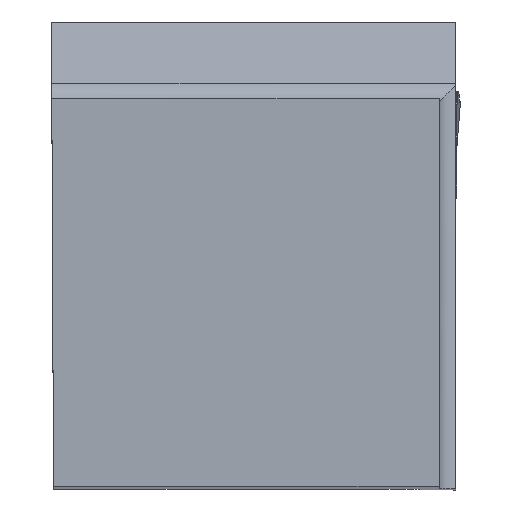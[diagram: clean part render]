
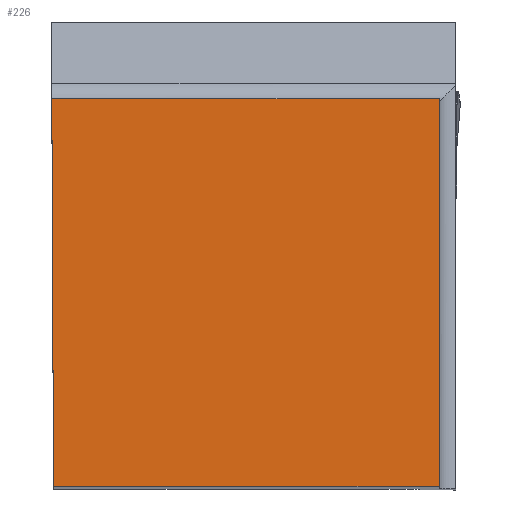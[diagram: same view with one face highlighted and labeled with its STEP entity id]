
A CAD part, top view. The second image highlights one B-rep face of the part: STEP entity #226.
In plain terms, the highlighted planar face has unit normal (0, 0, 1).
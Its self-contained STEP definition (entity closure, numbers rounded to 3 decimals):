
#226=ADVANCED_FACE('CU_BACK_SU1',(#349),#306,.F.);
#306=PLANE('',#1697);
#349=FACE_OUTER_BOUND('',#429,.T.);
#429=EDGE_LOOP('',(#534,#535,#536,#537));
#534=ORIENTED_EDGE('',*,*,#1119,.T.);
#535=ORIENTED_EDGE('',*,*,#1126,.T.);
#536=ORIENTED_EDGE('',*,*,#1127,.T.);
#537=ORIENTED_EDGE('',*,*,#1122,.F.);
#969=VERTEX_POINT('',#2324);
#970=VERTEX_POINT('',#2326);
#971=VERTEX_POINT('',#2331);
#974=VERTEX_POINT('',#2339);
#1119=EDGE_CURVE('',#970,#969,#1339,.T.);
#1122=EDGE_CURVE('',#970,#971,#1342,.T.);
#1126=EDGE_CURVE('',#969,#974,#1345,.T.);
#1127=EDGE_CURVE('',#974,#971,#1346,.T.);
#1339=LINE('',#2325,#1480);
#1342=LINE('',#2330,#1483);
#1345=LINE('',#2338,#1486);
#1346=LINE('',#2340,#1487);
#1480=VECTOR('',#1865,1.);
#1483=VECTOR('',#1870,1.);
#1486=VECTOR('',#1877,1.);
#1487=VECTOR('',#1878,1.);
#1697=AXIS2_PLACEMENT_3D('',#2341,#1879,#1880);
#1865=DIRECTION('',(1.,0.,0.));
#1870=DIRECTION('',(-0.004,1.,0.));
#1877=DIRECTION('',(0.,1.,0.));
#1878=DIRECTION('',(-1.,0.,0.));
#1879=DIRECTION('',(0.,0.,-1.));
#1880=DIRECTION('',(-1.,0.,0.));
#2324=CARTESIAN_POINT('',(25.273,0.,0.));
#2325=CARTESIAN_POINT('',(50.073,0.,0.));
#2326=CARTESIAN_POINT('',(0.11,0.,0.));
#2330=CARTESIAN_POINT('',(-0.086,45.054,0.));
#2331=CARTESIAN_POINT('',(0.,25.273,0.));
#2338=CARTESIAN_POINT('',(25.273,45.273,0.));
#2339=CARTESIAN_POINT('',(25.273,25.273,0.));
#2340=CARTESIAN_POINT('',(50.073,25.273,0.));
#2341=CARTESIAN_POINT('',(50.073,45.273,0.));
